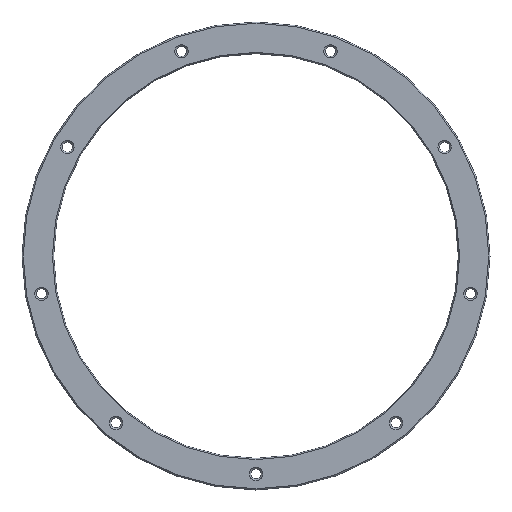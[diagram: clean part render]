
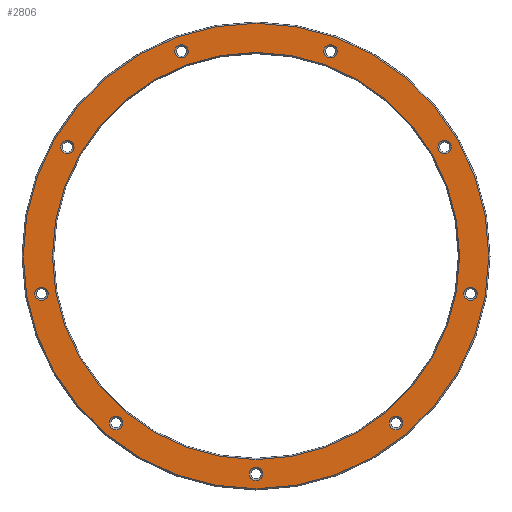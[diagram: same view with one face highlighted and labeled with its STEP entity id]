
A CAD part, front view. The second image highlights one B-rep face of the part: STEP entity #2806.
In plain terms, the highlighted planar face has unit normal (0, -1, 0).
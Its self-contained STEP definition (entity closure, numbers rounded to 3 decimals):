
#484=CARTESIAN_POINT('',(23.941,0.,
65.778));
#485=DIRECTION('',(0.,1.,0.));
#486=DIRECTION('',(1.,0.,0.));
#487=AXIS2_PLACEMENT_3D('',#484,#485,#486);
#492=CARTESIAN_POINT('',(23.941,0.,
65.778));
#493=DIRECTION('',(0.,1.,0.));
#494=DIRECTION('',(-1.,0.,0.));
#495=AXIS2_PLACEMENT_3D('',#492,#493,#494);
#500=CARTESIAN_POINT('',(60.622,0.,35.));
#501=DIRECTION('',(0.,1.,0.));
#502=DIRECTION('',(0.766,0.,-0.643));
#503=AXIS2_PLACEMENT_3D('',#500,#501,#502);
#508=CARTESIAN_POINT('',(60.622,0.,35.));
#509=DIRECTION('',(0.,1.,0.));
#510=DIRECTION('',(-0.766,0.,0.643));
#511=AXIS2_PLACEMENT_3D('',#508,#509,#510);
#516=CARTESIAN_POINT('',(68.937,0.,
-12.155));
#517=DIRECTION('',(0.,1.,0.));
#518=DIRECTION('',(0.174,0.,-0.985));
#519=AXIS2_PLACEMENT_3D('',#516,#517,#518);
#524=CARTESIAN_POINT('',(68.937,0.,
-12.155));
#525=DIRECTION('',(0.,1.,0.));
#526=DIRECTION('',(-0.174,0.,0.985));
#527=AXIS2_PLACEMENT_3D('',#524,#525,#526);
#532=CARTESIAN_POINT('',(44.995,0.,
-53.623));
#533=DIRECTION('',(0.,1.,0.));
#534=DIRECTION('',(-0.5,0.,-0.866));
#535=AXIS2_PLACEMENT_3D('',#532,#533,#534);
#540=CARTESIAN_POINT('',(44.995,0.,
-53.623));
#541=DIRECTION('',(0.,1.,0.));
#542=DIRECTION('',(0.5,0.,0.866));
#543=AXIS2_PLACEMENT_3D('',#540,#541,#542);
#548=CARTESIAN_POINT('',(0.,0.,-70.));
#549=DIRECTION('',(0.,1.,0.));
#550=DIRECTION('',(-0.94,0.,-0.342));
#551=AXIS2_PLACEMENT_3D('',#548,#549,#550);
#556=CARTESIAN_POINT('',(0.,0.,-70.));
#557=DIRECTION('',(0.,1.,0.));
#558=DIRECTION('',(0.94,0.,0.342));
#559=AXIS2_PLACEMENT_3D('',#556,#557,#558);
#564=CARTESIAN_POINT('',(-44.995,0.,-53.623));
#565=DIRECTION('',(0.,1.,0.));
#566=DIRECTION('',(-0.94,0.,0.342));
#567=AXIS2_PLACEMENT_3D('',#564,#565,#566);
#572=CARTESIAN_POINT('',(-44.995,0.,-53.623));
#573=DIRECTION('',(0.,1.,0.));
#574=DIRECTION('',(0.94,0.,-0.342));
#575=AXIS2_PLACEMENT_3D('',#572,#573,#574);
#580=CARTESIAN_POINT('',(-68.937,0.,-12.155));
#581=DIRECTION('',(0.,1.,0.));
#582=DIRECTION('',(-0.5,0.,0.866));
#583=AXIS2_PLACEMENT_3D('',#580,#581,#582);
#588=CARTESIAN_POINT('',(-68.937,0.,-12.155));
#589=DIRECTION('',(0.,1.,0.));
#590=DIRECTION('',(0.5,0.,-0.866));
#591=AXIS2_PLACEMENT_3D('',#588,#589,#590);
#596=CARTESIAN_POINT('',(-60.622,0.,35.));
#597=DIRECTION('',(0.,1.,0.));
#598=DIRECTION('',(0.174,0.,0.985));
#599=AXIS2_PLACEMENT_3D('',#596,#597,#598);
#604=CARTESIAN_POINT('',(-60.622,0.,35.));
#605=DIRECTION('',(0.,1.,0.));
#606=DIRECTION('',(-0.174,0.,-0.985));
#607=AXIS2_PLACEMENT_3D('',#604,#605,#606);
#612=CARTESIAN_POINT('',(-23.941,0.,
65.778));
#613=DIRECTION('',(0.,1.,0.));
#614=DIRECTION('',(0.766,0.,0.643));
#615=AXIS2_PLACEMENT_3D('',#612,#613,#614);
#620=CARTESIAN_POINT('',(-23.941,0.,
65.778));
#621=DIRECTION('',(0.,1.,0.));
#622=DIRECTION('',(-0.766,0.,-0.643));
#623=AXIS2_PLACEMENT_3D('',#620,#621,#622);
#628=CARTESIAN_POINT('',(0.,0.,0.));
#629=DIRECTION('',(0.,-1.,0.));
#630=DIRECTION('',(1.,0.,0.));
#631=AXIS2_PLACEMENT_3D('',#628,#629,#630);
#636=CARTESIAN_POINT('',(0.,0.,
0.));
#637=DIRECTION('',(0.,-1.,0.));
#638=DIRECTION('',(-1.,0.,0.));
#639=AXIS2_PLACEMENT_3D('',#636,#637,#638);
#644=CARTESIAN_POINT('',(0.,0.,0.));
#645=DIRECTION('',(0.,-1.,0.));
#646=DIRECTION('',(-1.,0.,0.));
#647=AXIS2_PLACEMENT_3D('',#644,#645,#646);
#652=CARTESIAN_POINT('',(0.,0.,0.));
#653=DIRECTION('',(0.,-1.,0.));
#654=DIRECTION('',(1.,0.,0.));
#655=AXIS2_PLACEMENT_3D('',#652,#653,#654);
#2124=CARTESIAN_POINT('',(26.091,0.,
65.778));
#2125=CARTESIAN_POINT('',(21.791,0.,
65.778));
#2126=VERTEX_POINT('',#2124);
#2127=VERTEX_POINT('',#2125);
#2196=CARTESIAN_POINT('',(62.269,0.,
33.618));
#2197=CARTESIAN_POINT('',(58.975,0.,
36.382));
#2198=VERTEX_POINT('',#2196);
#2199=VERTEX_POINT('',#2197);
#2216=CARTESIAN_POINT('',(69.31,0.,
-14.273));
#2217=CARTESIAN_POINT('',(68.563,0.,
-10.038));
#2218=VERTEX_POINT('',#2216);
#2219=VERTEX_POINT('',#2217);
#2236=CARTESIAN_POINT('',(43.92,0.,
-55.485));
#2237=CARTESIAN_POINT('',(46.07,0.,
-51.761));
#2238=VERTEX_POINT('',#2236);
#2239=VERTEX_POINT('',#2237);
#2256=CARTESIAN_POINT('',(-2.02,0.,
-70.735));
#2257=CARTESIAN_POINT('',(2.02,0.,
-69.265));
#2258=VERTEX_POINT('',#2256);
#2259=VERTEX_POINT('',#2257);
#2276=CARTESIAN_POINT('',(-47.015,0.,-52.888));
#2277=CARTESIAN_POINT('',(-42.975,0.,-54.358));
#2278=VERTEX_POINT('',#2276);
#2279=VERTEX_POINT('',#2277);
#2308=CARTESIAN_POINT('',(74.79,0.,0.));
#2309=CARTESIAN_POINT('',(-74.79,0.,0.));
#2310=VERTEX_POINT('',#2308);
#2311=VERTEX_POINT('',#2309);
#2320=CARTESIAN_POINT('',(-65.404,0.,0.));
#2321=CARTESIAN_POINT('',(65.404,0.,
0.));
#2322=VERTEX_POINT('',#2320);
#2323=VERTEX_POINT('',#2321);
#2357=CARTESIAN_POINT('',(-70.012,0.,-10.293));
#2358=CARTESIAN_POINT('',(-67.862,0.,-14.017));
#2359=VERTEX_POINT('',#2357);
#2360=VERTEX_POINT('',#2358);
#2377=CARTESIAN_POINT('',(-60.248,0.,37.117));
#2378=CARTESIAN_POINT('',(-60.995,0.,32.883));
#2379=VERTEX_POINT('',#2377);
#2380=VERTEX_POINT('',#2378);
#2397=CARTESIAN_POINT('',(-22.294,0.,
67.16));
#2398=CARTESIAN_POINT('',(-25.588,0.,64.396));
#2399=VERTEX_POINT('',#2397);
#2400=VERTEX_POINT('',#2398);
#2738=CARTESIAN_POINT('',(0.,0.,0.));
#2739=DIRECTION('',(0.,-1.,0.));
#2740=DIRECTION('',(-1.,0.,0.));
#2741=AXIS2_PLACEMENT_3D('',#2738,#2739,#2740);
#2742=PLANE('',#2741);
#2744=ORIENTED_EDGE('',*,*,#2743,.F.);
#2746=ORIENTED_EDGE('',*,*,#2745,.F.);
#2747=EDGE_LOOP('',(#2744,#2746));
#2748=FACE_OUTER_BOUND('',#2747,.F.);
#2750=ORIENTED_EDGE('',*,*,#2749,.F.);
#2752=ORIENTED_EDGE('',*,*,#2751,.F.);
#2753=EDGE_LOOP('',(#2750,#2752));
#2754=FACE_BOUND('',#2753,.F.);
#2756=ORIENTED_EDGE('',*,*,#2755,.F.);
#2758=ORIENTED_EDGE('',*,*,#2757,.F.);
#2759=EDGE_LOOP('',(#2756,#2758));
#2760=FACE_BOUND('',#2759,.F.);
#2762=ORIENTED_EDGE('',*,*,#2761,.F.);
#2764=ORIENTED_EDGE('',*,*,#2763,.F.);
#2765=EDGE_LOOP('',(#2762,#2764));
#2766=FACE_BOUND('',#2765,.F.);
#2768=ORIENTED_EDGE('',*,*,#2767,.F.);
#2770=ORIENTED_EDGE('',*,*,#2769,.F.);
#2771=EDGE_LOOP('',(#2768,#2770));
#2772=FACE_BOUND('',#2771,.F.);
#2774=ORIENTED_EDGE('',*,*,#2773,.F.);
#2776=ORIENTED_EDGE('',*,*,#2775,.F.);
#2777=EDGE_LOOP('',(#2774,#2776));
#2778=FACE_BOUND('',#2777,.F.);
#2780=ORIENTED_EDGE('',*,*,#2779,.F.);
#2782=ORIENTED_EDGE('',*,*,#2781,.F.);
#2783=EDGE_LOOP('',(#2780,#2782));
#2784=FACE_BOUND('',#2783,.F.);
#2786=ORIENTED_EDGE('',*,*,#2785,.F.);
#2788=ORIENTED_EDGE('',*,*,#2787,.F.);
#2789=EDGE_LOOP('',(#2786,#2788));
#2790=FACE_BOUND('',#2789,.F.);
#2792=ORIENTED_EDGE('',*,*,#2791,.F.);
#2794=ORIENTED_EDGE('',*,*,#2793,.F.);
#2795=EDGE_LOOP('',(#2792,#2794));
#2796=FACE_BOUND('',#2795,.F.);
#2798=ORIENTED_EDGE('',*,*,#2797,.F.);
#2799=ORIENTED_EDGE('',*,*,#2728,.F.);
#2800=EDGE_LOOP('',(#2798,#2799));
#2801=FACE_BOUND('',#2800,.F.);
#2802=ORIENTED_EDGE('',*,*,#2461,.T.);
#2803=ORIENTED_EDGE('',*,*,#2476,.T.);
#2804=EDGE_LOOP('',(#2802,#2803));
#2805=FACE_BOUND('',#2804,.F.);
#488=CIRCLE('',#487,2.15);
#496=CIRCLE('',#495,2.15);
#504=CIRCLE('',#503,2.15);
#512=CIRCLE('',#511,2.15);
#520=CIRCLE('',#519,2.15);
#528=CIRCLE('',#527,2.15);
#536=CIRCLE('',#535,2.15);
#544=CIRCLE('',#543,2.15);
#552=CIRCLE('',#551,2.15);
#560=CIRCLE('',#559,2.15);
#568=CIRCLE('',#567,2.15);
#576=CIRCLE('',#575,2.15);
#584=CIRCLE('',#583,2.15);
#592=CIRCLE('',#591,2.15);
#600=CIRCLE('',#599,2.15);
#608=CIRCLE('',#607,2.15);
#616=CIRCLE('',#615,2.15);
#624=CIRCLE('',#623,2.15);
#632=CIRCLE('',#631,74.79);
#640=CIRCLE('',#639,74.79);
#648=CIRCLE('',#647,65.404);
#656=CIRCLE('',#655,65.404);
#2461=EDGE_CURVE('',#2322,#2323,#648,.T.);
#2476=EDGE_CURVE('',#2323,#2322,#656,.T.);
#2728=EDGE_CURVE('',#2127,#2126,#496,.T.);
#2743=EDGE_CURVE('',#2310,#2311,#632,.T.);
#2745=EDGE_CURVE('',#2311,#2310,#640,.T.);
#2749=EDGE_CURVE('',#2198,#2199,#504,.T.);
#2751=EDGE_CURVE('',#2199,#2198,#512,.T.);
#2755=EDGE_CURVE('',#2218,#2219,#520,.T.);
#2757=EDGE_CURVE('',#2219,#2218,#528,.T.);
#2761=EDGE_CURVE('',#2238,#2239,#536,.T.);
#2763=EDGE_CURVE('',#2239,#2238,#544,.T.);
#2767=EDGE_CURVE('',#2258,#2259,#552,.T.);
#2769=EDGE_CURVE('',#2259,#2258,#560,.T.);
#2773=EDGE_CURVE('',#2278,#2279,#568,.T.);
#2775=EDGE_CURVE('',#2279,#2278,#576,.T.);
#2779=EDGE_CURVE('',#2359,#2360,#584,.T.);
#2781=EDGE_CURVE('',#2360,#2359,#592,.T.);
#2785=EDGE_CURVE('',#2379,#2380,#600,.T.);
#2787=EDGE_CURVE('',#2380,#2379,#608,.T.);
#2791=EDGE_CURVE('',#2399,#2400,#616,.T.);
#2793=EDGE_CURVE('',#2400,#2399,#624,.T.);
#2797=EDGE_CURVE('',#2126,#2127,#488,.T.);
#2806=ADVANCED_FACE('',(#2748,#2754,#2760,#2766,#2772,#2778,#2784,#2790,#2796,
#2801,#2805),#2742,.T.);
